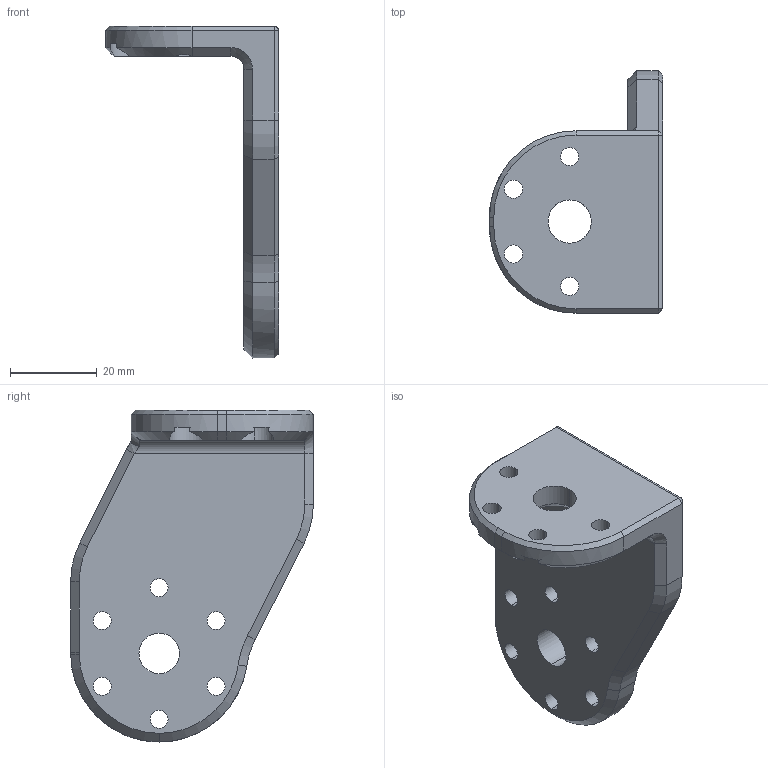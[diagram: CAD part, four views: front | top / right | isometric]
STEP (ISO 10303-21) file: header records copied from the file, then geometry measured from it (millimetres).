
FILE_DESCRIPTION (( 'STEP AP214' ), '1' );
FILE_NAME ('thigh DC.STEP', '2024-10-06T12:20:54', ( '' ), ( '' ), 'SwSTEP 2.0', 'SolidWorks 2020', '' );
FILE_SCHEMA (( 'AUTOMOTIVE_DESIGN' ));
Length unit declared in the file: millimetre
Products named in the file (1): thigh DC
Bounding box: 40 x 56.12 x 76.74 mm (x, y, z)
Volume: 28711.9 mm3; surface area: 11759.3 mm2
Topology: 1 solids, 1 shells, 148 faces, 370 edges, 226 vertices
Faces by surface type: cylinder 54, plane 53, cone 40, bspline 1
Entity records: 4611 total; most frequent: CARTESIAN_POINT 939, DIRECTION 799, ORIENTED_EDGE 736, EDGE_CURVE 368, AXIS2_PLACEMENT_3D 308, VERTEX_POINT 226, VECTOR 183, LINE 183
